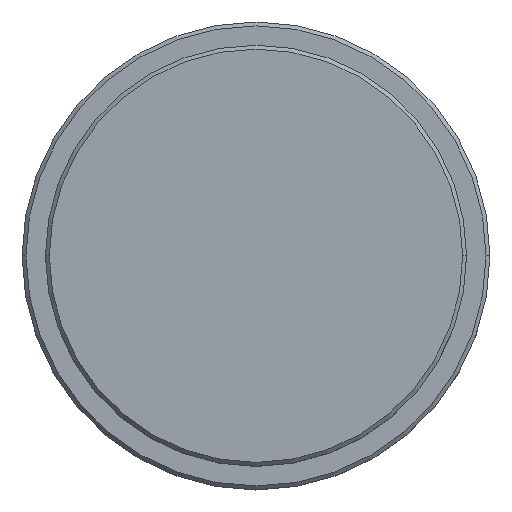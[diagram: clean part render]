
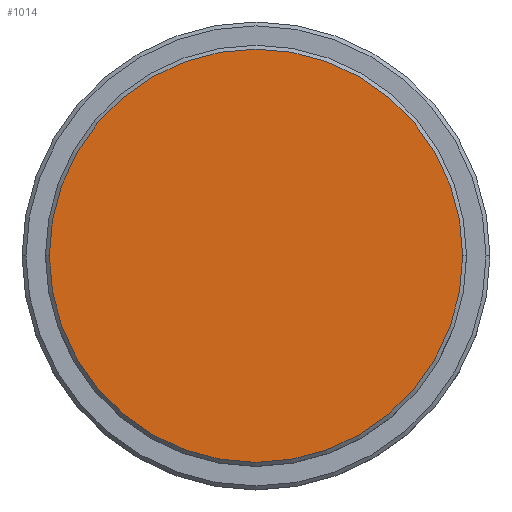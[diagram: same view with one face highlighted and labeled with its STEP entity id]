
A CAD part, top view. The second image highlights one B-rep face of the part: STEP entity #1014.
In plain terms, the highlighted planar face has unit normal (0, 0, 1).
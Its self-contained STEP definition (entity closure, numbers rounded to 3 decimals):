
#28 = DIRECTION ( 'NONE',  ( 0., 0., 1. ) ) ;
#69 = DIRECTION ( 'NONE',  ( 1., 0., 0. ) ) ;
#134 = AXIS2_PLACEMENT_3D ( 'NONE', #1004, #28, #1027 ) ;
#204 = VERTEX_POINT ( 'NONE', #855 ) ;
#207 = CIRCLE ( 'NONE', #134, 26.5 ) ;
#296 = VERTEX_POINT ( 'NONE', #1302 ) ;
#342 = EDGE_LOOP ( 'NONE', ( #515, #617 ) ) ;
#438 = CARTESIAN_POINT ( 'NONE',  ( 0., 0., 0. ) ) ;
#457 = DIRECTION ( 'NONE',  ( 1., 0., 0. ) ) ;
#506 = AXIS2_PLACEMENT_3D ( 'NONE', #1265, #1045, #69 ) ;
#515 = ORIENTED_EDGE ( 'NONE', *, *, #846, .T. ) ;
#617 = ORIENTED_EDGE ( 'NONE', *, *, #715, .T. ) ;
#634 = PLANE ( 'NONE',  #506 ) ;
#646 = AXIS2_PLACEMENT_3D ( 'NONE', #438, #979, #457 ) ;
#715 = EDGE_CURVE ( 'NONE', #296, #204, #1245, .T. ) ;
#725 = FACE_OUTER_BOUND ( 'NONE', #342, .T. ) ;
#846 = EDGE_CURVE ( 'NONE', #204, #296, #207, .T. ) ;
#855 = CARTESIAN_POINT ( 'NONE',  ( -26.5, 0., 0. ) ) ;
#979 = DIRECTION ( 'NONE',  ( 0., 0., 1. ) ) ;
#1004 = CARTESIAN_POINT ( 'NONE',  ( 0., 0., 0. ) ) ;
#1014 = ADVANCED_FACE ( 'NONE', ( #725 ), #634, .T. ) ;
#1027 = DIRECTION ( 'NONE',  ( 1., 0., 0. ) ) ;
#1045 = DIRECTION ( 'NONE',  ( 0., 0., 1. ) ) ;
#1245 = CIRCLE ( 'NONE', #646, 26.5 ) ;
#1265 = CARTESIAN_POINT ( 'NONE',  ( 0., 0., 0. ) ) ;
#1302 = CARTESIAN_POINT ( 'NONE',  ( 26.5, 0., 0. ) ) ;
